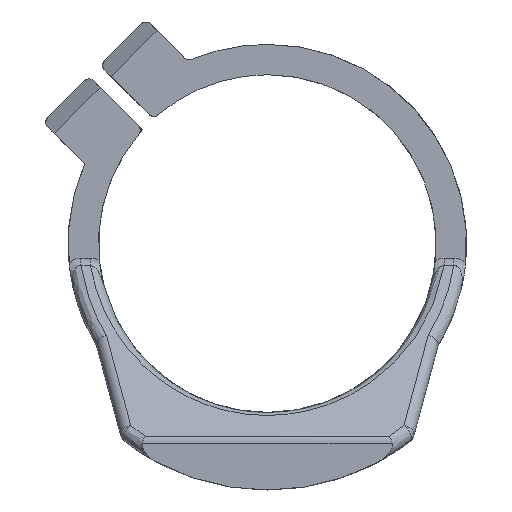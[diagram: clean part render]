
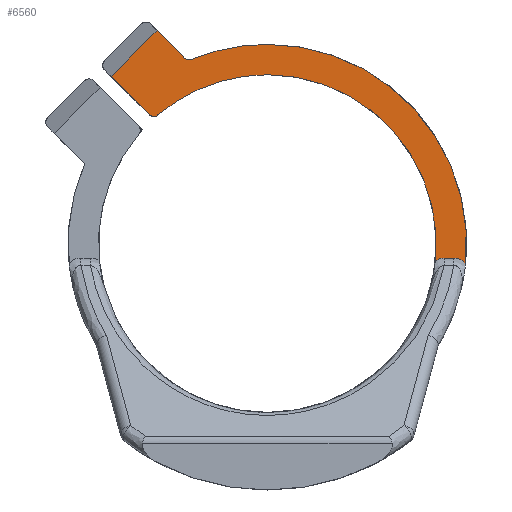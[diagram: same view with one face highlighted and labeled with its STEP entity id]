
A CAD part, front view. The second image highlights one B-rep face of the part: STEP entity #6560.
In plain terms, the highlighted planar face has unit normal (0, -1, 0).
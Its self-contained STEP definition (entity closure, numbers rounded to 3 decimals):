
#18 = ORIENTED_EDGE ( 'NONE', *, *, #3528, .T. ) ;
#104 = DIRECTION ( 'NONE',  ( 0., -1., 0. ) ) ;
#158 = ORIENTED_EDGE ( 'NONE', *, *, #4655, .T. ) ;
#168 = VECTOR ( 'NONE', #5958, 1000. ) ;
#227 = VERTEX_POINT ( 'NONE', #8033 ) ;
#229 = EDGE_CURVE ( 'NONE', #8986, #1743, #8431, .T. ) ;
#243 = ORIENTED_EDGE ( 'NONE', *, *, #3928, .T. ) ;
#269 = ORIENTED_EDGE ( 'NONE', *, *, #702, .T. ) ;
#486 = VERTEX_POINT ( 'NONE', #6420 ) ;
#676 = VECTOR ( 'NONE', #7045, 1000. ) ;
#701 = DIRECTION ( 'NONE',  ( 0., -1., 0. ) ) ;
#702 = EDGE_CURVE ( 'NONE', #5896, #227, #8978, .T. ) ;
#777 = DIRECTION ( 'NONE',  ( 0., 1., 0. ) ) ;
#963 = CARTESIAN_POINT ( 'NONE',  ( -21.844, 11.5, 80.662 ) ) ;
#1004 = CARTESIAN_POINT ( 'NONE',  ( -38.614, 11.5, 95.735 ) ) ;
#1022 = DIRECTION ( 'NONE',  ( 0., -1., 0. ) ) ;
#1053 = CARTESIAN_POINT ( 'NONE',  ( 33.44, 11.5, 52.152 ) ) ;
#1253 = VERTEX_POINT ( 'NONE', #6146 ) ;
#1474 = CARTESIAN_POINT ( 'NONE',  ( 36.95, 11.5, 52.009 ) ) ;
#1515 = CARTESIAN_POINT ( 'NONE',  ( 0., 11.5, 55. ) ) ;
#1532 = VERTEX_POINT ( 'NONE', #8124 ) ;
#1743 = VERTEX_POINT ( 'NONE', #4094 ) ;
#1763 = DIRECTION ( 'NONE',  ( 0., 0., 1. ) ) ;
#1816 = CARTESIAN_POINT ( 'NONE',  ( 32.332, 11.5, 51.695 ) ) ;
#1848 = ORIENTED_EDGE ( 'NONE', *, *, #9051, .T. ) ;
#1888 = DIRECTION ( 'NONE',  ( 0., 1., 0. ) ) ;
#2120 = CARTESIAN_POINT ( 'NONE',  ( 0., 11.5, 55. ) ) ;
#2122 = LINE ( 'NONE', #4293, #8324 ) ;
#2139 = LINE ( 'NONE', #7833, #676 ) ;
#2372 = CARTESIAN_POINT ( 'NONE',  ( -22.692, 11.5, 79.814 ) ) ;
#2388 = ORIENTED_EDGE ( 'NONE', *, *, #4113, .F. ) ;
#2423 = CARTESIAN_POINT ( 'NONE',  ( 38.155, 11.5, 51.156 ) ) ;
#2546 = ORIENTED_EDGE ( 'NONE', *, *, #8736, .T. ) ;
#2567 = CARTESIAN_POINT ( 'NONE',  ( -41., 11.5, 93.349 ) ) ;
#2581 = AXIS2_PLACEMENT_3D ( 'NONE', #1515, #104, #2969 ) ;
#2893 = CARTESIAN_POINT ( 'NONE',  ( 35.91, 11.5, 52.199 ) ) ;
#2969 = DIRECTION ( 'NONE',  ( 0., 0., 1. ) ) ;
#3172 = CARTESIAN_POINT ( 'NONE',  ( 33.734, 11.5, 52.199 ) ) ;
#3208 = CARTESIAN_POINT ( 'NONE',  ( 34.038, 11.5, 52.199 ) ) ;
#3528 = EDGE_CURVE ( 'NONE', #1532, #4392, #3627, .T. ) ;
#3564 = FACE_OUTER_BOUND ( 'NONE', #4271, .T. ) ;
#3604 = CARTESIAN_POINT ( 'NONE',  ( -14.612, 11.5, 90.456 ) ) ;
#3627 = B_SPLINE_CURVE_WITH_KNOTS ( 'NONE', 3,
 ( #2893, #3659, #8542, #4409, #1474, #7194, #3691, #8609 ),
 .UNSPECIFIED., .F., .F.,
 ( 4, 2, 2, 4 ),
 ( 0., 0.001, 0.001, 0.003 ),
 .UNSPECIFIED. ) ;
#3638 = VERTEX_POINT ( 'NONE', #4502 ) ;
#3659 = CARTESIAN_POINT ( 'NONE',  ( 36.124, 11.5, 52.199 ) ) ;
#3691 = CARTESIAN_POINT ( 'NONE',  ( 37.866, 11.5, 51.471 ) ) ;
#3698 = AXIS2_PLACEMENT_3D ( 'NONE', #6487, #7988, #7257 ) ;
#3915 = CARTESIAN_POINT ( 'NONE',  ( 0., 11.5, 55. ) ) ;
#3928 = EDGE_CURVE ( 'NONE', #486, #5896, #2139, .T. ) ;
#3954 = VERTEX_POINT ( 'NONE', #3604 ) ;
#4024 = AXIS2_PLACEMENT_3D ( 'NONE', #2567, #1888, #8227 ) ;
#4094 = CARTESIAN_POINT ( 'NONE',  ( -21.066, 11.5, 79.748 ) ) ;
#4113 = EDGE_CURVE ( 'NONE', #1253, #5277, #8575, .T. ) ;
#4230 = AXIS2_PLACEMENT_3D ( 'NONE', #3915, #5346, #1763 ) ;
#4271 = EDGE_LOOP ( 'NONE', ( #2388, #1848, #6975, #18, #158, #4289, #5727, #243, #269, #2546, #7812, #5746 ) ) ;
#4289 = ORIENTED_EDGE ( 'NONE', *, *, #5886, .T. ) ;
#4293 = CARTESIAN_POINT ( 'NONE',  ( 35.997, 11.5, 52.199 ) ) ;
#4392 = VERTEX_POINT ( 'NONE', #2423 ) ;
#4409 = CARTESIAN_POINT ( 'NONE',  ( 36.746, 11.5, 52.081 ) ) ;
#4502 = CARTESIAN_POINT ( 'NONE',  ( 0., 11.5, 93.349 ) ) ;
#4627 = DIRECTION ( 'NONE',  ( 0., 0., 1. ) ) ;
#4655 = EDGE_CURVE ( 'NONE', #4392, #3638, #8515, .T. ) ;
#5028 = CIRCLE ( 'NONE', #4230, 32.5 ) ;
#5139 = EDGE_CURVE ( 'NONE', #3954, #486, #5987, .T. ) ;
#5277 = VERTEX_POINT ( 'NONE', #6699 ) ;
#5333 = CARTESIAN_POINT ( 'NONE',  ( -30.066, 11.5, 87.187 ) ) ;
#5346 = DIRECTION ( 'NONE',  ( 0., -1., 0. ) ) ;
#5349 = AXIS2_PLACEMENT_3D ( 'NONE', #963, #1022, #4627 ) ;
#5370 = CARTESIAN_POINT ( 'NONE',  ( 32.591, 11.5, 51.851 ) ) ;
#5444 = CARTESIAN_POINT ( 'NONE',  ( 34.038, 11.5, 52.199 ) ) ;
#5727 = ORIENTED_EDGE ( 'NONE', *, *, #5139, .T. ) ;
#5746 = ORIENTED_EDGE ( 'NONE', *, *, #7953, .F. ) ;
#5886 = EDGE_CURVE ( 'NONE', #3638, #3954, #7601, .T. ) ;
#5896 = VERTEX_POINT ( 'NONE', #8644 ) ;
#5958 = DIRECTION ( 'NONE',  ( 0.707, 0., -0.707 ) ) ;
#5987 = CIRCLE ( 'NONE', #7984, 1.2 ) ;
#6146 = CARTESIAN_POINT ( 'NONE',  ( 32.332, 11.5, 51.695 ) ) ;
#6420 = CARTESIAN_POINT ( 'NONE',  ( -15.918, 11.5, 90.717 ) ) ;
#6487 = CARTESIAN_POINT ( 'NONE',  ( 0., 11.5, 55. ) ) ;
#6560 = ADVANCED_FACE ( 'NONE', ( #3564 ), #6824, .F. ) ;
#6699 = CARTESIAN_POINT ( 'NONE',  ( 0., 11.5, 87.5 ) ) ;
#6824 = PLANE ( 'NONE',  #4024 ) ;
#6975 = ORIENTED_EDGE ( 'NONE', *, *, #7398, .T. ) ;
#7029 = DIRECTION ( 'NONE',  ( 0., 0., 1. ) ) ;
#7045 = DIRECTION ( 'NONE',  ( -0.707, 0., 0.707 ) ) ;
#7128 = CARTESIAN_POINT ( 'NONE',  ( -15.069, 11.5, 91.565 ) ) ;
#7194 = CARTESIAN_POINT ( 'NONE',  ( 37.524, 11.5, 51.735 ) ) ;
#7257 = DIRECTION ( 'NONE',  ( 0., 0., 1. ) ) ;
#7398 = EDGE_CURVE ( 'NONE', #7817, #1532, #2122, .T. ) ;
#7601 = CIRCLE ( 'NONE', #2581, 38.349 ) ;
#7714 = LINE ( 'NONE', #1004, #168 ) ;
#7812 = ORIENTED_EDGE ( 'NONE', *, *, #229, .T. ) ;
#7817 = VERTEX_POINT ( 'NONE', #5444 ) ;
#7833 = CARTESIAN_POINT ( 'NONE',  ( 37.399, 11.5, 37.399 ) ) ;
#7852 = DIRECTION ( 'NONE',  ( 0., 0., 1. ) ) ;
#7953 = EDGE_CURVE ( 'NONE', #5277, #1743, #5028, .T. ) ;
#7984 = AXIS2_PLACEMENT_3D ( 'NONE', #7128, #777, #7852 ) ;
#7988 = DIRECTION ( 'NONE',  ( 0., -1., 0. ) ) ;
#7992 = B_SPLINE_CURVE_WITH_KNOTS ( 'NONE', 3,
 ( #1816, #5370, #8092, #1053, #3172, #3208 ),
 .UNSPECIFIED., .F., .F.,
 ( 4, 2, 4 ),
 ( 0., 0.001, 0.002 ),
 .UNSPECIFIED. ) ;
#8033 = CARTESIAN_POINT ( 'NONE',  ( -30.066, 11.5, 87.187 ) ) ;
#8081 = DIRECTION ( 'NONE',  ( -0.707, 0., -0.707 ) ) ;
#8092 = CARTESIAN_POINT ( 'NONE',  ( 32.868, 11.5, 51.978 ) ) ;
#8124 = CARTESIAN_POINT ( 'NONE',  ( 35.91, 11.5, 52.199 ) ) ;
#8227 = DIRECTION ( 'NONE',  ( 0., 0., 1. ) ) ;
#8324 = VECTOR ( 'NONE', #8582, 1000. ) ;
#8431 = CIRCLE ( 'NONE', #5349, 1.2 ) ;
#8515 = CIRCLE ( 'NONE', #8739, 38.349 ) ;
#8542 = CARTESIAN_POINT ( 'NONE',  ( 36.334, 11.5, 52.175 ) ) ;
#8575 = CIRCLE ( 'NONE', #3698, 32.5 ) ;
#8582 = DIRECTION ( 'NONE',  ( 1., 0., 0. ) ) ;
#8609 = CARTESIAN_POINT ( 'NONE',  ( 38.155, 11.5, 51.156 ) ) ;
#8644 = CARTESIAN_POINT ( 'NONE',  ( -21.227, 11.5, 96.026 ) ) ;
#8736 = EDGE_CURVE ( 'NONE', #227, #8986, #7714, .T. ) ;
#8739 = AXIS2_PLACEMENT_3D ( 'NONE', #2120, #701, #7029 ) ;
#8766 = VECTOR ( 'NONE', #8081, 1000. ) ;
#8978 = LINE ( 'NONE', #5333, #8766 ) ;
#8986 = VERTEX_POINT ( 'NONE', #2372 ) ;
#9051 = EDGE_CURVE ( 'NONE', #1253, #7817, #7992, .T. ) ;
